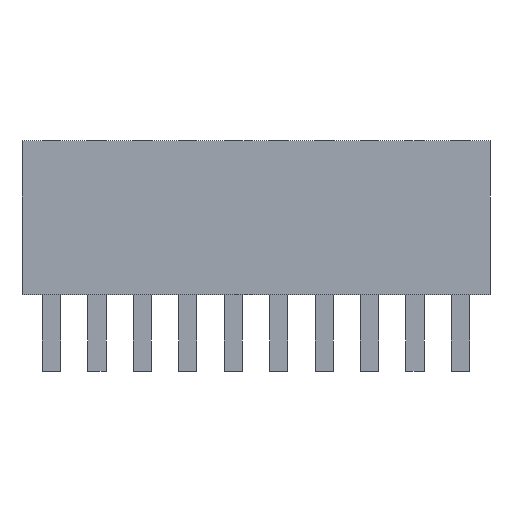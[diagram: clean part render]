
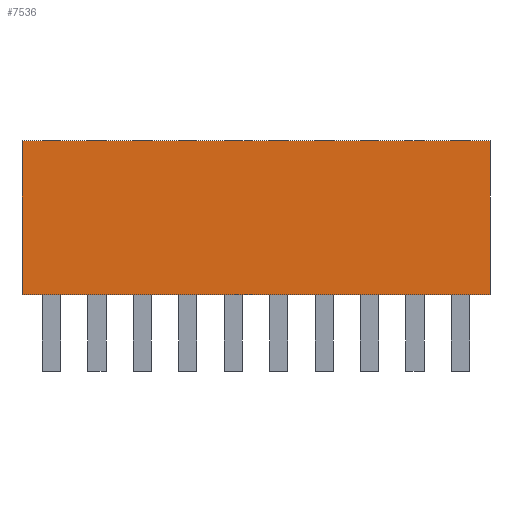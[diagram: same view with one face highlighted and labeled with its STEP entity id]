
A CAD part, front view. The second image highlights one B-rep face of the part: STEP entity #7536.
In plain terms, the highlighted planar face has unit normal (0, -1, 0).
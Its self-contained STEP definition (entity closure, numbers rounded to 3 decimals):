
#488=FACE_OUTER_BOUND('',#908,.T.);
#908=EDGE_LOOP('',(#5103,#5104,#5105,#5106));
#1405=LINE('',#10274,#2413);
#1407=LINE('',#10278,#2415);
#1408=LINE('',#10280,#2416);
#1409=LINE('',#10281,#2417);
#2413=VECTOR('',#8415,10.);
#2415=VECTOR('',#8419,10.);
#2416=VECTOR('',#8420,10.);
#2417=VECTOR('',#8421,10.);
#3421=VERTEX_POINT('',#10271);
#3422=VERTEX_POINT('',#10273);
#3423=VERTEX_POINT('',#10277);
#3424=VERTEX_POINT('',#10279);
#4093=EDGE_CURVE('',#3422,#3421,#1405,.F.);
#4095=EDGE_CURVE('',#3423,#3421,#1407,.T.);
#4096=EDGE_CURVE('',#3424,#3423,#1408,.T.);
#4097=EDGE_CURVE('',#3422,#3424,#1409,.T.);
#5103=ORIENTED_EDGE('',*,*,#4093,.T.);
#5104=ORIENTED_EDGE('',*,*,#4095,.F.);
#5105=ORIENTED_EDGE('',*,*,#4096,.F.);
#5106=ORIENTED_EDGE('',*,*,#4097,.F.);
#7116=PLANE('',#7985);
#7536=ADVANCED_FACE('',(#488),#7116,.F.);
#7985=AXIS2_PLACEMENT_3D('',#10276,#8417,#8418);
#8415=DIRECTION('',(0.,0.,-1.));
#8417=DIRECTION('center_axis',(0.,1.,0.));
#8418=DIRECTION('ref_axis',(-1.,0.,0.));
#8419=DIRECTION('',(1.,0.,0.));
#8420=DIRECTION('',(0.,0.,1.));
#8421=DIRECTION('',(-1.,0.,0.));
#10271=CARTESIAN_POINT('',(12.256,-2.135,4.3));
#10273=CARTESIAN_POINT('',(12.256,-2.135,0.));
#10274=CARTESIAN_POINT('',(12.256,-2.135,3.171));
#10276=CARTESIAN_POINT('Origin',(-2.604,-2.135,4.191));
#10277=CARTESIAN_POINT('',(-0.826,-2.135,4.3));
#10278=CARTESIAN_POINT('',(6.001,-2.135,4.3));
#10279=CARTESIAN_POINT('',(-0.826,-2.135,0.));
#10280=CARTESIAN_POINT('',(-0.826,-2.135,3.048));
#10281=CARTESIAN_POINT('',(6.001,-2.135,0.));
